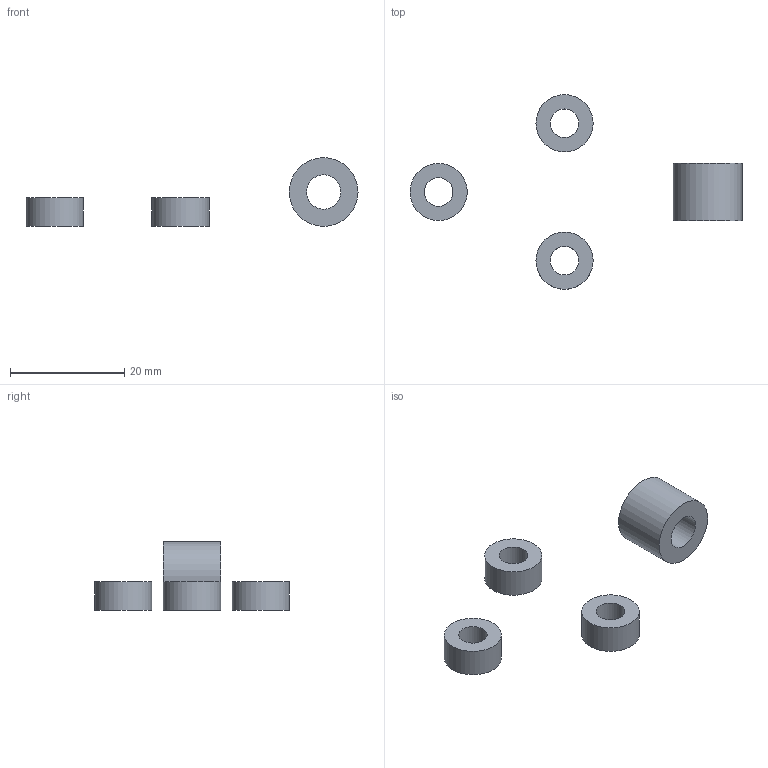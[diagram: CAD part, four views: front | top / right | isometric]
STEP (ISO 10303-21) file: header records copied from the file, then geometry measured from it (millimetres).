
FILE_DESCRIPTION(/* description */ (''),/* implementation_level */ '2;1');
FILE_NAME(/* name */ 'IK Bracket Boundaries v9.step',/* time_stamp */ '2022-04-27T21:49:05+02:00',/* author */ (''),/* organization */ (''),/* preprocessor_version */ 'ST-DEVELOPER v18.1',/* originating_system */ 'Autodesk Translation Framework v10.14.0.1471',/* authorisation */ '');
FILE_SCHEMA (('AUTOMOTIVE_DESIGN { 1 0 10303 214 3 1 1 }'));
Length unit declared in the file: millimetre
Products named in the file (1): Boundaries
Bounding box: 58 x 34 x 12 mm (x, y, z)
Volume: 1731.8 mm3; surface area: 1795.4 mm2
Topology: 4 solids, 4 shells, 16 faces, 24 edges, 16 vertices
Faces by surface type: cylinder 8, plane 8
Full cylindrical faces by diameter (mm): 5 x3, 6 x1, 10 x3, 12 x1
Entity records: 410 total; most frequent: DIRECTION 74, CARTESIAN_POINT 57, ORIENTED_EDGE 48, AXIS2_PLACEMENT_3D 33, EDGE_LOOP 24, EDGE_CURVE 24, FACE_OUTER_BOUND 16, CIRCLE 16
